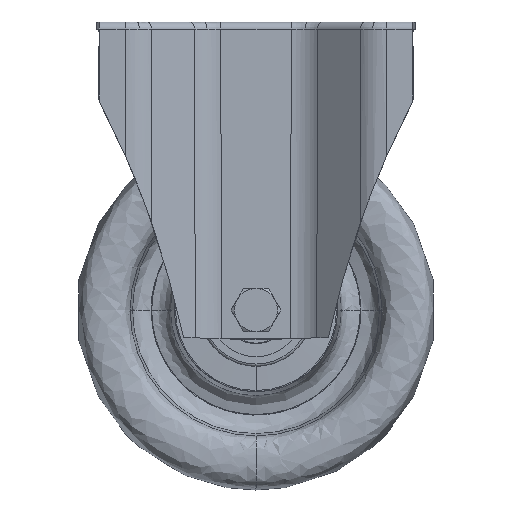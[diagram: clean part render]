
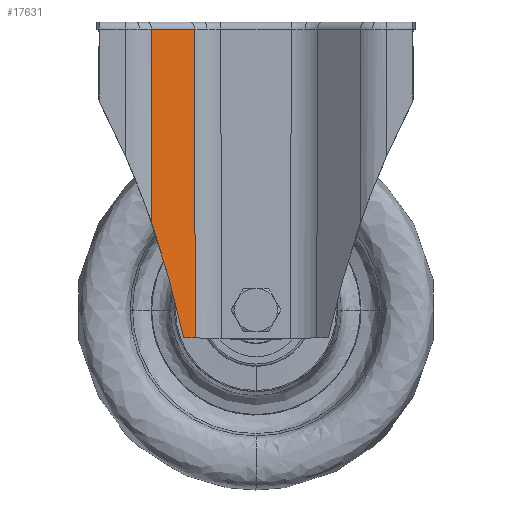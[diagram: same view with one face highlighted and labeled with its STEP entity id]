
A CAD part, top view. The second image highlights one B-rep face of the part: STEP entity #17631.
In plain terms, the highlighted planar face has unit normal (0.643, 0.006, 0.766).
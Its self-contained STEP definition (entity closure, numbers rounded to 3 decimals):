
#822 = FACE_OUTER_BOUND ( 'NONE', #20124, .T. ) ;
#1296 = VERTEX_POINT ( 'NONE', #12746 ) ;
#1397 = ORIENTED_EDGE ( 'NONE', *, *, #4540, .T. ) ;
#1411 = CARTESIAN_POINT ( 'NONE',  ( -43.534, -2.982, 52.752 ) ) ;
#1479 = VERTEX_POINT ( 'NONE', #10456 ) ;
#1822 = EDGE_CURVE ( 'NONE', #1479, #7698, #6941, .T. ) ;
#3535 = CARTESIAN_POINT ( 'NONE',  ( -43.26, -132.223, 53.523 ) ) ;
#4361 = ORIENTED_EDGE ( 'NONE', *, *, #4385, .T. ) ;
#4385 = EDGE_CURVE ( 'NONE', #10617, #5226, #24608, .T. ) ;
#4540 = EDGE_CURVE ( 'NONE', #1296, #10617, #14329, .T. ) ;
#4660 = LINE ( 'NONE', #1411, #8259 ) ;
#5226 = VERTEX_POINT ( 'NONE', #20750 ) ;
#5275 = DIRECTION ( 'NONE',  ( 0.643, 0.006, 0.766 ) ) ;
#6941 = LINE ( 'NONE', #3535, #23048 ) ;
#7391 =( BOUNDED_CURVE ( )  B_SPLINE_CURVE ( 3, ( #25951, #23523, #19449, #23793 ),
 .UNSPECIFIED., .F., .F. ) 
 B_SPLINE_CURVE_WITH_KNOTS ( ( 4, 4 ),
 ( 2.817, 2.94 ),
 .UNSPECIFIED. ) 
 CURVE ( )  GEOMETRIC_REPRESENTATION_ITEM ( )  RATIONAL_B_SPLINE_CURVE ( ( 1., 0.999, 0.999, 1. ) ) 
 REPRESENTATION_ITEM ( '' )  );
#7698 = VERTEX_POINT ( 'NONE', #18976 ) ;
#8259 = VECTOR ( 'NONE', #20088, 1000. ) ;
#8938 = DIRECTION ( 'NONE',  ( -0.002, 1., -0.006 ) ) ;
#9096 = PLANE ( 'NONE',  #14584 ) ;
#9358 = CARTESIAN_POINT ( 'NONE',  ( -25.331, -131.57, 38.473 ) ) ;
#9376 = DIRECTION ( 'NONE',  ( 0.766, 0., -0.643 ) ) ;
#10456 = CARTESIAN_POINT ( 'NONE',  ( -43.539, -2.982, 52.756 ) ) ;
#10617 = VERTEX_POINT ( 'NONE', #17606 ) ;
#12746 = CARTESIAN_POINT ( 'NONE',  ( -30.194, -131.3, 42.552 ) ) ;
#13385 = CARTESIAN_POINT ( 'NONE',  ( -26.952, -131.487, 39.833 ) ) ;
#13422 = VECTOR ( 'NONE', #8938, 1000. ) ;
#13480 = EDGE_CURVE ( 'NONE', #7698, #1296, #7391, .T. ) ;
#14329 =( BOUNDED_CURVE ( )  B_SPLINE_CURVE ( 3, ( #17466, #25935, #13385, #9358 ),
 .UNSPECIFIED., .F., .F. ) 
 B_SPLINE_CURVE_WITH_KNOTS ( ( 4, 4 ),
 ( 1.501, 1.511 ),
 .UNSPECIFIED. ) 
 CURVE ( )  GEOMETRIC_REPRESENTATION_ITEM ( )  RATIONAL_B_SPLINE_CURVE ( ( 1., 1., 1., 1. ) ) 
 REPRESENTATION_ITEM ( '' )  );
#14584 = AXIS2_PLACEMENT_3D ( 'NONE', #24132, #5275, #9376 ) ;
#17466 = CARTESIAN_POINT ( 'NONE',  ( -30.194, -131.3, 42.552 ) ) ;
#17469 = ORIENTED_EDGE ( 'NONE', *, *, #23517, .T. ) ;
#17606 = CARTESIAN_POINT ( 'NONE',  ( -25.331, -131.57, 38.473 ) ) ;
#17631 = ADVANCED_FACE ( 'NONE', ( #822 ), #9096, .T. ) ;
#18976 = CARTESIAN_POINT ( 'NONE',  ( -43.364, -84.173, 53.238 ) ) ;
#19449 = CARTESIAN_POINT ( 'NONE',  ( -33.619, -115.332, 45.302 ) ) ;
#20088 = DIRECTION ( 'NONE',  ( -0.766, 0., 0.643 ) ) ;
#20124 = EDGE_LOOP ( 'NONE', ( #4361, #17469, #22150, #24408, #1397 ) ) ;
#20750 = CARTESIAN_POINT ( 'NONE',  ( -25.609, -2.982, 37.71 ) ) ;
#21411 = CARTESIAN_POINT ( 'NONE',  ( -25.615, 0.013, 37.693 ) ) ;
#22150 = ORIENTED_EDGE ( 'NONE', *, *, #1822, .T. ) ;
#23048 = VECTOR ( 'NONE', #26609, 1000. ) ;
#23517 = EDGE_CURVE ( 'NONE', #5226, #1479, #4660, .T. ) ;
#23523 = CARTESIAN_POINT ( 'NONE',  ( -38.015, -99.603, 48.869 ) ) ;
#23793 = CARTESIAN_POINT ( 'NONE',  ( -30.194, -131.3, 42.552 ) ) ;
#24132 = CARTESIAN_POINT ( 'NONE',  ( -48., -132.21, 57.5 ) ) ;
#24408 = ORIENTED_EDGE ( 'NONE', *, *, #13480, .T. ) ;
#24608 = LINE ( 'NONE', #21411, #13422 ) ;
#25935 = CARTESIAN_POINT ( 'NONE',  ( -28.573, -131.398, 41.193 ) ) ;
#25951 = CARTESIAN_POINT ( 'NONE',  ( -43.364, -84.173, 53.238 ) ) ;
#26609 = DIRECTION ( 'NONE',  ( 0.002, -1., 0.006 ) ) ;
